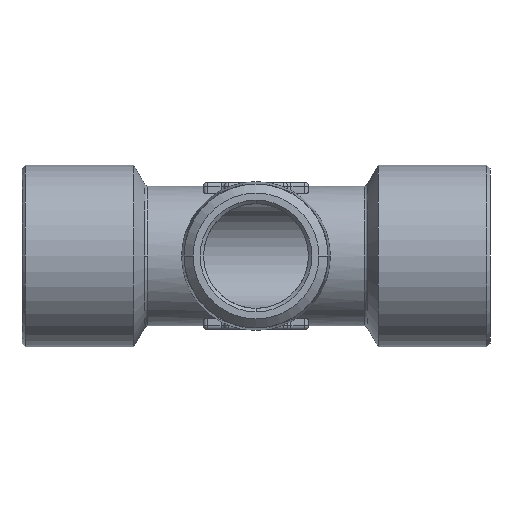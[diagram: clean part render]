
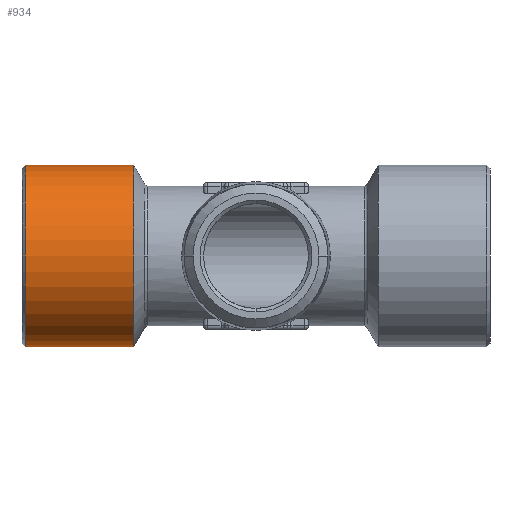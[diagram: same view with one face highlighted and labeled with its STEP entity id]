
A CAD part, front view. The second image highlights one B-rep face of the part: STEP entity #934.
In plain terms, the highlighted cylindrical face has radius 13 mm (diameter 26 mm), a partial arc.
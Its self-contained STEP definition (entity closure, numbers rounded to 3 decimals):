
#921 = ORIENTED_EDGE ( 'NONE', *, *, #928, .F. ) ;
#922 = ORIENTED_EDGE ( 'NONE', *, *, #929, .F. ) ;
#923 = ORIENTED_EDGE ( 'NONE', *, *, #924, .T. ) ;
#924 = EDGE_CURVE ( 'NONE', #932, #925, #3038, .T. ) ;
#925 = VERTEX_POINT ( 'NONE', #3034 ) ;
#926 = ORIENTED_EDGE ( 'NONE', *, *, #927, .T. ) ;
#927 = EDGE_CURVE ( 'NONE', #938, #932, #3033, .T. ) ;
#928 = EDGE_CURVE ( 'NONE', #933, #925, #3082, .T. ) ;
#929 = EDGE_CURVE ( 'NONE', #938, #933, #3077, .T. ) ;
#932 = VERTEX_POINT ( 'NONE', #3063 ) ;
#933 = VERTEX_POINT ( 'NONE', #3062 ) ;
#934 = ADVANCED_FACE ( 'NONE', ( #3061 ), #3060, .T. ) ;
#935 = EDGE_LOOP ( 'NONE', ( #926, #923, #921, #922 ) ) ;
#938 = VERTEX_POINT ( 'NONE', #3114 ) ;
#3032 = AXIS2_PLACEMENT_3D ( 'NONE', #3085, #3084, #3083 ) ;
#3033 = CIRCLE ( 'NONE', #3032, 13. ) ;
#3034 = CARTESIAN_POINT ( 'NONE',  ( -17.5, 0., -13. ) ) ;
#3035 = DIRECTION ( 'NONE',  ( 1., 0., 0. ) ) ;
#3036 = VECTOR ( 'NONE', #3035, 1000. ) ;
#3037 = CARTESIAN_POINT ( 'NONE',  ( 9.788, 0., -13. ) ) ;
#3038 = LINE ( 'NONE', #3037, #3036 ) ;
#3056 = DIRECTION ( 'NONE',  ( 0., 0., 1. ) ) ;
#3057 = DIRECTION ( 'NONE',  ( 1., 0., 0. ) ) ;
#3058 = CARTESIAN_POINT ( 'NONE',  ( 9.788, 0., 0. ) ) ;
#3059 = AXIS2_PLACEMENT_3D ( 'NONE', #3058, #3057, #3056 ) ;
#3060 = CYLINDRICAL_SURFACE ( 'NONE', #3059, 13. ) ;
#3061 = FACE_OUTER_BOUND ( 'NONE', #935, .T. ) ;
#3062 = CARTESIAN_POINT ( 'NONE',  ( -17.5, 0., 13. ) ) ;
#3063 = CARTESIAN_POINT ( 'NONE',  ( -33., 0., -13. ) ) ;
#3074 = DIRECTION ( 'NONE',  ( 1., 0., 0. ) ) ;
#3075 = VECTOR ( 'NONE', #3074, 1000. ) ;
#3076 = CARTESIAN_POINT ( 'NONE',  ( 9.788, 0., 13. ) ) ;
#3077 = LINE ( 'NONE', #3076, #3075 ) ;
#3078 = DIRECTION ( 'NONE',  ( 0., 0., 1. ) ) ;
#3079 = DIRECTION ( 'NONE',  ( 1., 0., 0. ) ) ;
#3080 = CARTESIAN_POINT ( 'NONE',  ( -17.5, 0., 0. ) ) ;
#3081 = AXIS2_PLACEMENT_3D ( 'NONE', #3080, #3079, #3078 ) ;
#3082 = CIRCLE ( 'NONE', #3081, 13. ) ;
#3083 = DIRECTION ( 'NONE',  ( 0., 0., 1. ) ) ;
#3084 = DIRECTION ( 'NONE',  ( 1., 0., 0. ) ) ;
#3085 = CARTESIAN_POINT ( 'NONE',  ( -33., 0., 0. ) ) ;
#3114 = CARTESIAN_POINT ( 'NONE',  ( -33., 0., 13. ) ) ;
